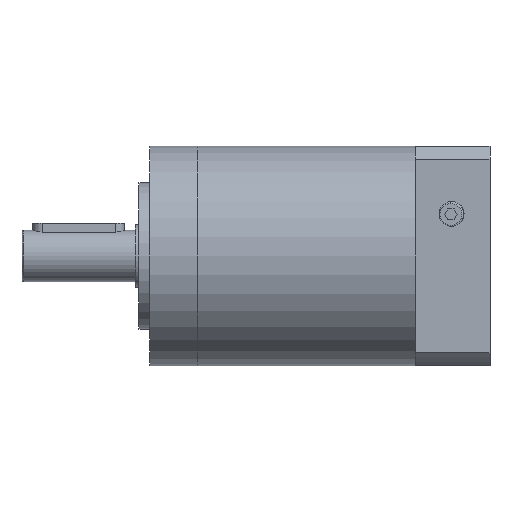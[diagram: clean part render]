
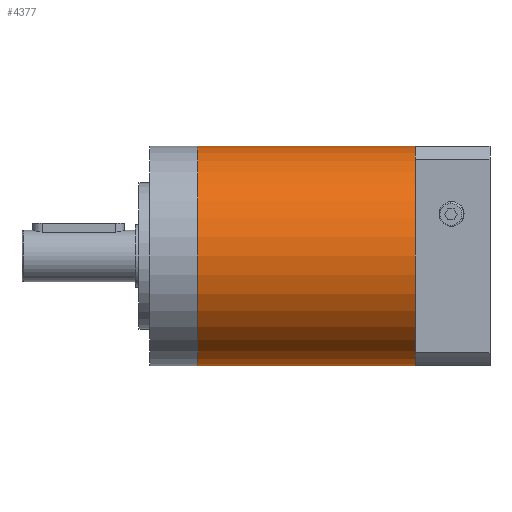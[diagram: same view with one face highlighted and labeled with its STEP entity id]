
A CAD part, left-side view. The second image highlights one B-rep face of the part: STEP entity #4377.
In plain terms, the highlighted cylindrical face has radius 30 mm (diameter 60 mm), a partial arc.
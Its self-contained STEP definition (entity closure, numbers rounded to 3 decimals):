
#260 = CIRCLE ( 'NONE', #5132, 30. ) ;
#440 = ORIENTED_EDGE ( 'NONE', *, *, #1210, .T. ) ;
#527 = VECTOR ( 'NONE', #2784, 1000. ) ;
#1038 = AXIS2_PLACEMENT_3D ( 'NONE', #3109, #3118, #3124 ) ;
#1154 = CARTESIAN_POINT ( 'NONE',  ( 0., -29.75, 30. ) ) ;
#1210 = EDGE_CURVE ( 'NONE', #2097, #4014, #4802, .T. ) ;
#1355 = EDGE_CURVE ( 'NONE', #5079, #2675, #5220, .T. ) ;
#1481 = EDGE_CURVE ( 'NONE', #2173, #4014, #1570, .T. ) ;
#1495 = DIRECTION ( 'NONE',  ( 0., 0., 1. ) ) ;
#1570 = LINE ( 'NONE', #3967, #527 ) ;
#1658 = CARTESIAN_POINT ( 'NONE',  ( -30., -29.75, 0. ) ) ;
#1841 = ORIENTED_EDGE ( 'NONE', *, *, #1355, .T. ) ;
#1900 = CARTESIAN_POINT ( 'NONE',  ( 0., -29.75, -30. ) ) ;
#1986 = FACE_OUTER_BOUND ( 'NONE', #2703, .T. ) ;
#2097 = VERTEX_POINT ( 'NONE', #1658 ) ;
#2107 = ORIENTED_EDGE ( 'NONE', *, *, #3492, .F. ) ;
#2119 = VECTOR ( 'NONE', #5222, 1000. ) ;
#2154 = CARTESIAN_POINT ( 'NONE',  ( 0., 29.75, 0. ) ) ;
#2160 = EDGE_CURVE ( 'NONE', #2675, #2097, #260, .T. ) ;
#2173 = VERTEX_POINT ( 'NONE', #4151 ) ;
#2305 = CARTESIAN_POINT ( 'NONE',  ( 0., 29.75, -30. ) ) ;
#2675 = VERTEX_POINT ( 'NONE', #1900 ) ;
#2703 = EDGE_LOOP ( 'NONE', ( #3569, #2107, #1841, #3906, #440 ) ) ;
#2784 = DIRECTION ( 'NONE',  ( 0., -1., 0. ) ) ;
#2976 = CYLINDRICAL_SURFACE ( 'NONE', #2979, 30. ) ;
#2979 = AXIS2_PLACEMENT_3D ( 'NONE', #3384, #4973, #4605 ) ;
#3109 = CARTESIAN_POINT ( 'NONE',  ( 0., -29.75, 0. ) ) ;
#3118 = DIRECTION ( 'NONE',  ( 0., 1., 0. ) ) ;
#3124 = DIRECTION ( 'NONE',  ( 0., 0., 1. ) ) ;
#3131 = DIRECTION ( 'NONE',  ( 0., 0., 1. ) ) ;
#3154 = DIRECTION ( 'NONE',  ( 0., 1., 0. ) ) ;
#3243 = CIRCLE ( 'NONE', #3670, 30. ) ;
#3384 = CARTESIAN_POINT ( 'NONE',  ( 0., 29.75, 0. ) ) ;
#3492 = EDGE_CURVE ( 'NONE', #5079, #2173, #3243, .T. ) ;
#3569 = ORIENTED_EDGE ( 'NONE', *, *, #1481, .F. ) ;
#3570 = DIRECTION ( 'NONE',  ( 0., 1., 0. ) ) ;
#3670 = AXIS2_PLACEMENT_3D ( 'NONE', #2154, #3154, #3131 ) ;
#3906 = ORIENTED_EDGE ( 'NONE', *, *, #2160, .T. ) ;
#3967 = CARTESIAN_POINT ( 'NONE',  ( 0., 29.75, 30. ) ) ;
#4014 = VERTEX_POINT ( 'NONE', #1154 ) ;
#4151 = CARTESIAN_POINT ( 'NONE',  ( 0., 29.75, 30. ) ) ;
#4377 = ADVANCED_FACE ( 'NONE', ( #1986 ), #2976, .T. ) ;
#4605 = DIRECTION ( 'NONE',  ( 0., 0., -1. ) ) ;
#4802 = CIRCLE ( 'NONE', #1038, 30. ) ;
#4973 = DIRECTION ( 'NONE',  ( 0., -1., 0. ) ) ;
#5079 = VERTEX_POINT ( 'NONE', #2305 ) ;
#5132 = AXIS2_PLACEMENT_3D ( 'NONE', #5158, #3570, #1495 ) ;
#5133 = CARTESIAN_POINT ( 'NONE',  ( 0., 29.75, -30. ) ) ;
#5158 = CARTESIAN_POINT ( 'NONE',  ( 0., -29.75, 0. ) ) ;
#5220 = LINE ( 'NONE', #5133, #2119 ) ;
#5222 = DIRECTION ( 'NONE',  ( 0., -1., 0. ) ) ;
